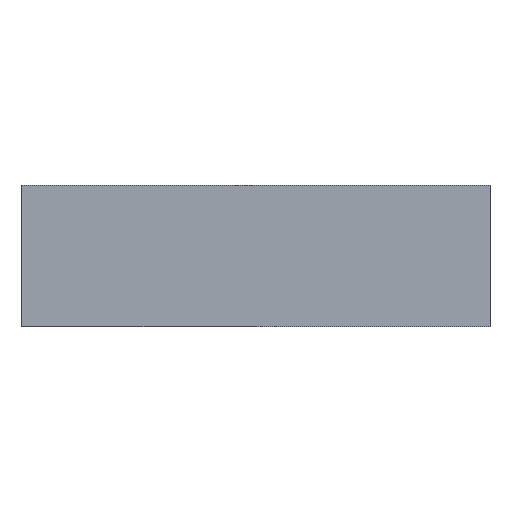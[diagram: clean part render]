
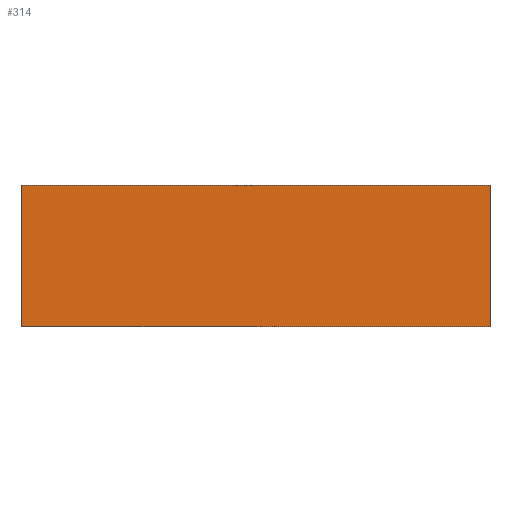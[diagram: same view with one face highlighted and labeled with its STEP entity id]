
A CAD part, front view. The second image highlights one B-rep face of the part: STEP entity #314.
In plain terms, the highlighted planar face has unit normal (0, -1, 0).
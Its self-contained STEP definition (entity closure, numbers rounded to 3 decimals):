
#31=FACE_OUTER_BOUND('',#49,.T.);
#49=EDGE_LOOP('',(#268,#269,#270,#271));
#67=LINE('',#459,#107);
#80=LINE('',#487,#120);
#88=LINE('',#503,#128);
#90=LINE('',#507,#130);
#107=VECTOR('',#372,10.);
#120=VECTOR('',#393,10.);
#128=VECTOR('',#409,10.);
#130=VECTOR('',#415,10.);
#145=VERTEX_POINT('',#456);
#146=VERTEX_POINT('',#458);
#156=VERTEX_POINT('',#484);
#157=VERTEX_POINT('',#486);
#175=EDGE_CURVE('',#145,#146,#67,.T.);
#189=EDGE_CURVE('',#156,#157,#80,.T.);
#198=EDGE_CURVE('',#157,#145,#88,.T.);
#200=EDGE_CURVE('',#146,#156,#90,.T.);
#268=ORIENTED_EDGE('',*,*,#175,.F.);
#269=ORIENTED_EDGE('',*,*,#198,.F.);
#270=ORIENTED_EDGE('',*,*,#189,.F.);
#271=ORIENTED_EDGE('',*,*,#200,.F.);
#299=PLANE('',#346);
#314=ADVANCED_FACE('',(#31),#299,.T.);
#346=AXIS2_PLACEMENT_3D('',#508,#416,#417);
#372=DIRECTION('',(-1.,0.,0.));
#393=DIRECTION('',(1.,0.,0.));
#409=DIRECTION('',(0.,0.,-1.));
#415=DIRECTION('',(0.,0.,1.));
#416=DIRECTION('center_axis',(0.,-1.,0.));
#417=DIRECTION('ref_axis',(-1.,0.,0.));
#456=CARTESIAN_POINT('',(4.563,-19.,18.574));
#458=CARTESIAN_POINT('',(-3.037,-19.,18.574));
#459=CARTESIAN_POINT('',(-0.037,-19.,18.574));
#484=CARTESIAN_POINT('',(-3.037,-19.,20.874));
#486=CARTESIAN_POINT('',(4.563,-19.,20.874));
#487=CARTESIAN_POINT('',(3.963,-19.,20.874));
#503=CARTESIAN_POINT('',(4.563,-19.,19.724));
#507=CARTESIAN_POINT('',(-3.037,-19.,20.874));
#508=CARTESIAN_POINT('Origin',(3.963,-19.,19.724));
